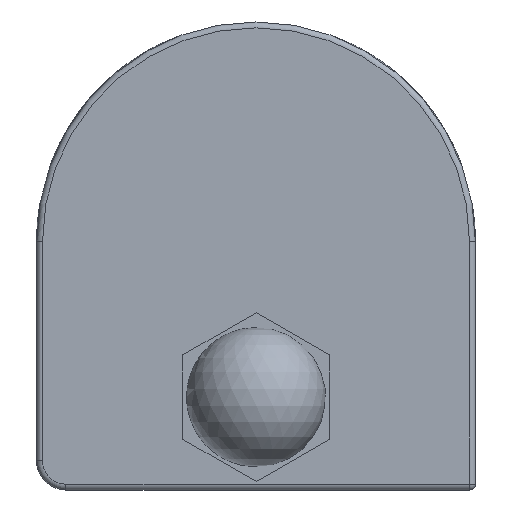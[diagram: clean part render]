
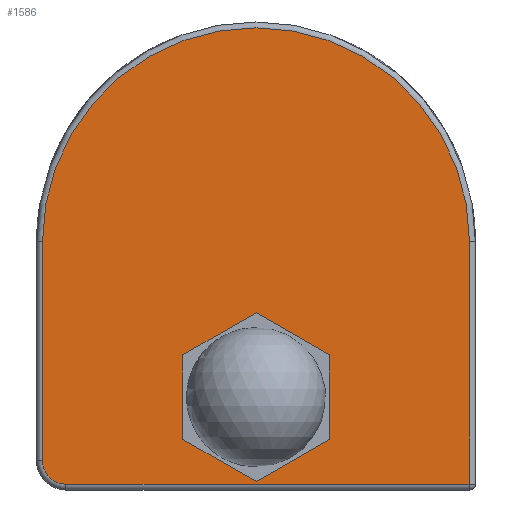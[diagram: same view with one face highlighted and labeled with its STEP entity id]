
A CAD part, front view. The second image highlights one B-rep face of the part: STEP entity #1586.
In plain terms, the highlighted planar face has unit normal (0, -1, 0).
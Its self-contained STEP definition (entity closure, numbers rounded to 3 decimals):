
#156=FACE_BOUND('',#418,.T.);
#214=CIRCLE('',#1738,2.4);
#218=CIRCLE('',#1743,14.6);
#219=CIRCLE('',#1744,1.6);
#317=FACE_OUTER_BOUND('',#417,.T.);
#417=EDGE_LOOP('',(#1186,#1187,#1188,#1189,#1190));
#418=EDGE_LOOP('',(#1191));
#526=LINE('',#2528,#603);
#527=LINE('',#2532,#604);
#528=LINE('',#2535,#605);
#603=VECTOR('',#2057,10.);
#604=VECTOR('',#2060,10.);
#605=VECTOR('',#2063,10.);
#704=VERTEX_POINT('',#2518);
#707=VERTEX_POINT('',#2526);
#708=VERTEX_POINT('',#2527);
#709=VERTEX_POINT('',#2529);
#710=VERTEX_POINT('',#2531);
#711=VERTEX_POINT('',#2533);
#882=EDGE_CURVE('',#704,#704,#214,.T.);
#886=EDGE_CURVE('',#707,#708,#526,.T.);
#887=EDGE_CURVE('',#709,#707,#218,.T.);
#888=EDGE_CURVE('',#710,#709,#527,.T.);
#889=EDGE_CURVE('',#711,#710,#219,.T.);
#890=EDGE_CURVE('',#708,#711,#528,.T.);
#1186=ORIENTED_EDGE('',*,*,#886,.F.);
#1187=ORIENTED_EDGE('',*,*,#887,.F.);
#1188=ORIENTED_EDGE('',*,*,#888,.F.);
#1189=ORIENTED_EDGE('',*,*,#889,.F.);
#1190=ORIENTED_EDGE('',*,*,#890,.F.);
#1191=ORIENTED_EDGE('',*,*,#882,.F.);
#1552=PLANE('',#1742);
#1586=ADVANCED_FACE('',(#317,#156),#1552,.F.);
#1738=AXIS2_PLACEMENT_3D('',#2519,#2047,#2048);
#1742=AXIS2_PLACEMENT_3D('',#2525,#2055,#2056);
#1743=AXIS2_PLACEMENT_3D('',#2530,#2058,#2059);
#1744=AXIS2_PLACEMENT_3D('',#2534,#2061,#2062);
#2047=DIRECTION('center_axis',(0.,-1.,0.));
#2048=DIRECTION('ref_axis',(0.,0.,1.));
#2055=DIRECTION('center_axis',(0.,1.,0.));
#2056=DIRECTION('ref_axis',(0.,0.,1.));
#2057=DIRECTION('',(0.,0.,-1.));
#2058=DIRECTION('center_axis',(0.,1.,0.));
#2059=DIRECTION('ref_axis',(0.,0.,1.));
#2060=DIRECTION('',(0.,0.,1.));
#2061=DIRECTION('center_axis',(0.,1.,0.));
#2062=DIRECTION('ref_axis',(-0.707,0.,-0.707));
#2063=DIRECTION('',(-1.,0.,0.));
#2518=CARTESIAN_POINT('',(0.006,69.845,48.309));
#2519=CARTESIAN_POINT('Origin',(0.006,69.845,50.709));
#2525=CARTESIAN_POINT('Origin',(0.,69.845,
60.359));
#2526=CARTESIAN_POINT('',(14.6,69.845,61.359));
#2527=CARTESIAN_POINT('',(14.6,69.845,44.759));
#2528=CARTESIAN_POINT('',(14.6,69.845,52.359));
#2529=CARTESIAN_POINT('',(-14.6,69.845,61.359));
#2530=CARTESIAN_POINT('Origin',(0.,69.845,
61.359));
#2531=CARTESIAN_POINT('',(-14.6,69.845,46.359));
#2532=CARTESIAN_POINT('',(-14.6,69.845,68.359));
#2533=CARTESIAN_POINT('',(-13.,69.845,44.759));
#2534=CARTESIAN_POINT('Origin',(-13.,69.845,46.359));
#2535=CARTESIAN_POINT('',(-7.5,69.845,44.759));
